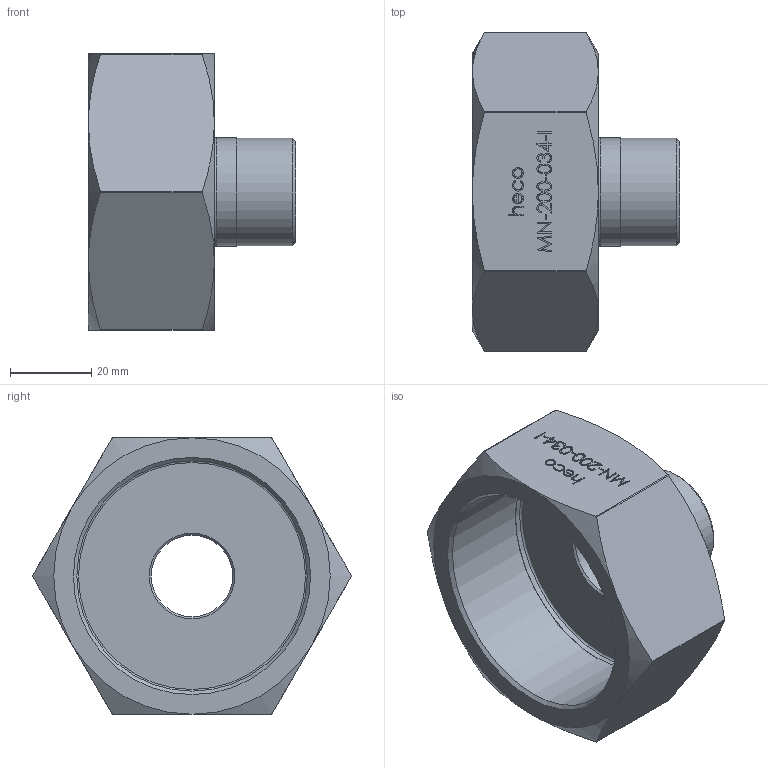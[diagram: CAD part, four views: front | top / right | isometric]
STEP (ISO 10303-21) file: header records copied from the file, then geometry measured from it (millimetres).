
FILE_DESCRIPTION (( 'STEP AP214' ), '1' );
FILE_NAME ('heco_MN-200-034-I.STEP', '2016-06-22T07:58:31', ( '' ), ( '' ), 'SwSTEP 2.0', 'SolidWorks 2011', '' );
FILE_SCHEMA (( 'AUTOMOTIVE_DESIGN' ));
Length unit declared in the file: millimetre
Products named in the file (1): heco_MN-200-034-I
Bounding box: 51 x 78.43 x 68 mm (x, y, z)
Volume: 63595.4 mm3; surface area: 21864.9 mm2
Topology: 1 solids, 1 shells, 219 faces, 557 edges, 366 vertices
Faces by surface type: plane 108, bspline 82, cone 16, cylinder 11, torus 2
Full cylindrical faces by diameter (mm): 20 x1, 26.441 x1, 26.641 x1, 56.656 x1, 56.856 x1
Entity records: 11897 total; most frequent: CARTESIAN_POINT 6742, ORIENTED_EDGE 1088, DIRECTION 648, EDGE_CURVE 544, VERTEX_POINT 364, LINE 316, VECTOR 316, EDGE_LOOP 258
